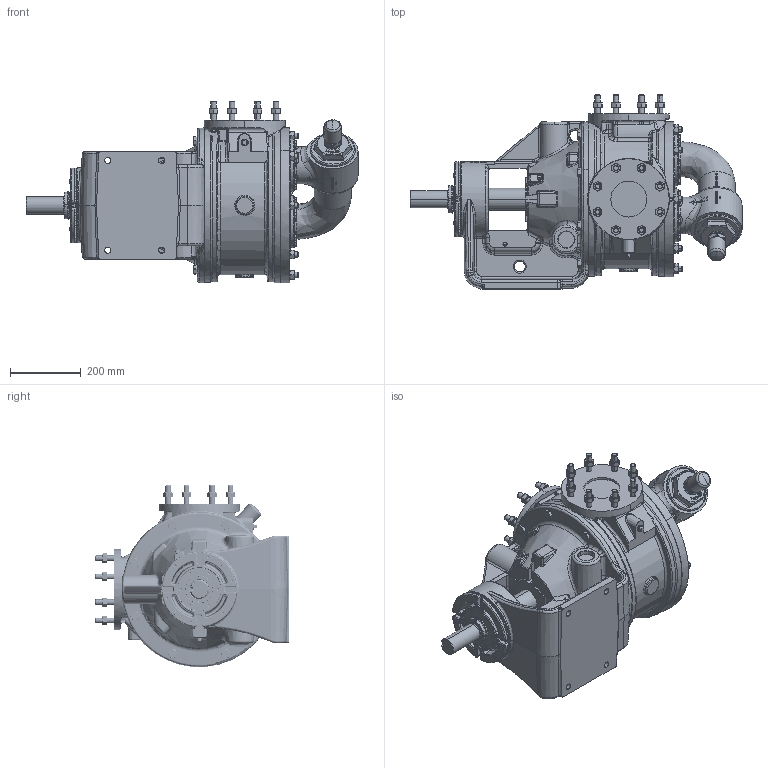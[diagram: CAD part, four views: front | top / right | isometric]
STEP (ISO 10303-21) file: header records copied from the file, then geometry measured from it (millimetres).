
FILE_DESCRIPTION (( 'STEP AP214' ), '1' );
FILE_NAME ('M224A.STEP', '2016-10-12T21:40:41', ( '' ), ( '' ), 'SwSTEP 2.0', 'SolidWorks 2015', '' );
FILE_SCHEMA (( 'AUTOMOTIVE_DESIGN' ));
Length unit declared in the file: inch
Products named in the file (2): M224A
Bounding box: 939.58 x 549.15 x 514.65 mm (x, y, z)
Volume: 61326207 mm3; surface area: 1852088 mm2
Topology: 1 solids, 1 shells, 4790 faces, 12195 edges, 7529 vertices
Faces by surface type: plane 1664, cylinder 1119, bspline 1028, cone 671, torus 251, sphere 57
Entity records: 293655 total; most frequent: CARTESIAN_POINT 139139, ORIENTED_EDGE 24096, DIRECTION 19588, EDGE_CURVE 12048, AXIS2_PLACEMENT_3D 7693, VERTEX_POINT 7524, EDGE_LOOP 5110, FACE_OUTER_BOUND 4790
